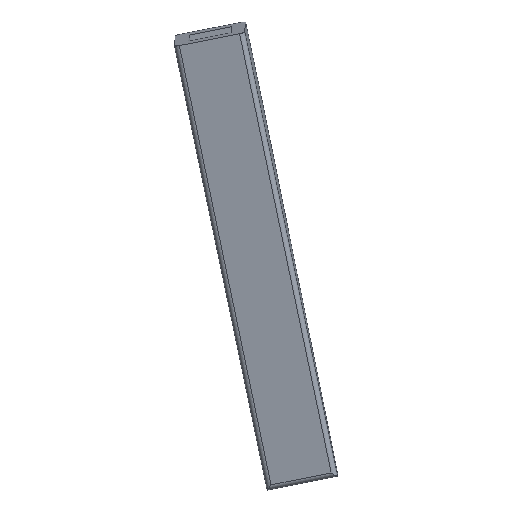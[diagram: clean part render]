
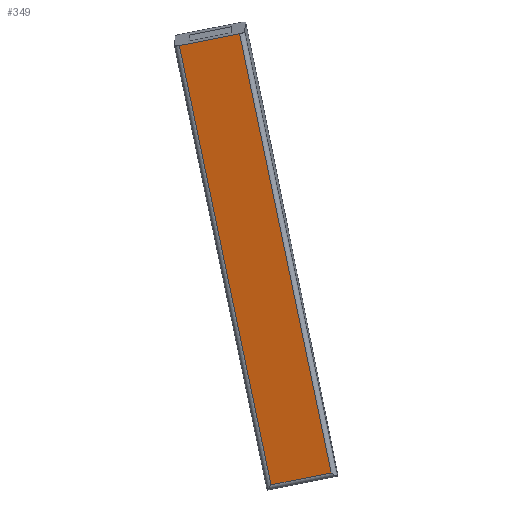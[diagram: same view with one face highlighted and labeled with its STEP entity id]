
A CAD part, front view. The second image highlights one B-rep face of the part: STEP entity #349.
In plain terms, the highlighted planar face has unit normal (-0.019, -0.983, -0.183).
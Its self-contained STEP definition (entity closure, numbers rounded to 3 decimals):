
#27=PLANE('',#395);
#51=FACE_OUTER_BOUND('',#72,.T.);
#72=EDGE_LOOP('',(#318,#319,#320,#321));
#96=LINE('',#548,#131);
#102=LINE('',#563,#137);
#103=LINE('',#567,#138);
#105=LINE('',#572,#140);
#131=VECTOR('',#445,10.);
#137=VECTOR('',#459,10.);
#138=VECTOR('',#464,10.);
#140=VECTOR('',#470,10.);
#168=VERTEX_POINT('',#545);
#169=VERTEX_POINT('',#547);
#174=VERTEX_POINT('',#562);
#175=VERTEX_POINT('',#566);
#205=EDGE_CURVE('',#168,#169,#96,.T.);
#212=EDGE_CURVE('',#169,#174,#102,.T.);
#214=EDGE_CURVE('',#175,#168,#103,.T.);
#217=EDGE_CURVE('',#174,#175,#105,.T.);
#318=ORIENTED_EDGE('',*,*,#212,.F.);
#319=ORIENTED_EDGE('',*,*,#205,.F.);
#320=ORIENTED_EDGE('',*,*,#214,.F.);
#321=ORIENTED_EDGE('',*,*,#217,.F.);
#349=ADVANCED_FACE('',(#51),#27,.T.);
#395=AXIS2_PLACEMENT_3D('',#594,#495,#496);
#445=DIRECTION('',(0.979,-0.056,0.194));
#459=DIRECTION('',(0.201,0.175,-0.964));
#464=DIRECTION('',(-0.201,-0.175,0.964));
#470=DIRECTION('',(-0.979,0.056,-0.194));
#495=DIRECTION('center_axis',(-0.019,-0.983,-0.183));
#496=DIRECTION('ref_axis',(-0.979,0.056,-0.194));
#545=CARTESIAN_POINT('',(-254.22,1.664,93.467));
#547=CARTESIAN_POINT('',(-242.467,0.998,95.797));
#548=CARTESIAN_POINT('',(-255.199,1.72,93.273));
#562=CARTESIAN_POINT('',(-224.576,16.592,10.02));
#563=CARTESIAN_POINT('',(-242.467,0.998,95.797));
#566=CARTESIAN_POINT('',(-236.329,17.258,7.69));
#567=CARTESIAN_POINT('',(-254.22,1.664,93.467));
#572=CARTESIAN_POINT('',(-227.024,16.731,9.534));
#594=CARTESIAN_POINT('Origin',(-241.488,0.943,95.991));
